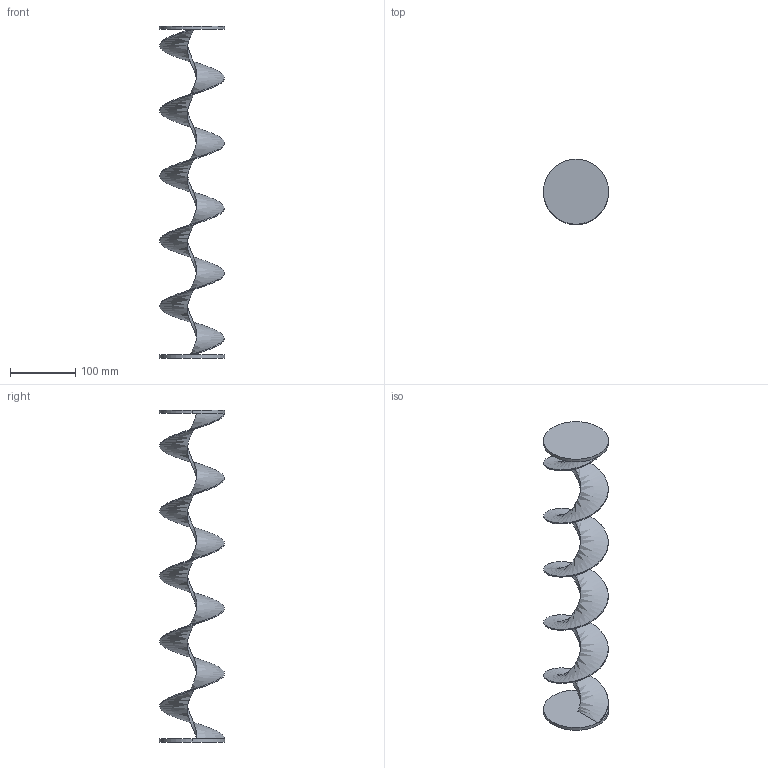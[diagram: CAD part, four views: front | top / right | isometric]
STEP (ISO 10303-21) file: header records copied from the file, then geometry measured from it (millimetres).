
FILE_DESCRIPTION (( 'STEP AP214' ), '1' );
FILE_NAME ('Spring Screw .STEP', '2024-09-05T17:08:46', ( '' ), ( '' ), 'SwSTEP 2.0', 'SolidWorks 2022', '' );
FILE_SCHEMA (( 'AUTOMOTIVE_DESIGN' ));
Length unit declared in the file: millimetre
Products named in the file (1): Spring Screw 
Bounding box: 100 x 100 x 510 mm (x, y, z)
Volume: 185007 mm3; surface area: 128081.4 mm2
Topology: 1 solids, 1 shells, 12 faces, 24 edges, 16 vertices
Faces by surface type: cylinder 4, bspline 4, plane 4
Entity records: 5774 total; most frequent: CARTESIAN_POINT 5501, DIRECTION 50, ORIENTED_EDGE 48, EDGE_CURVE 24, AXIS2_PLACEMENT_3D 21, VERTEX_POINT 16, EDGE_LOOP 14, FACE_OUTER_BOUND 12
